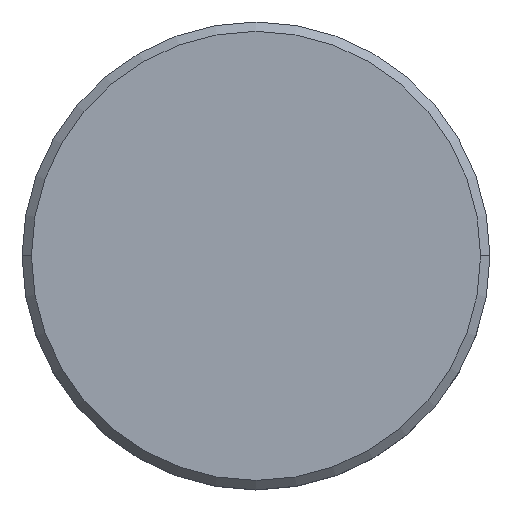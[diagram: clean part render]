
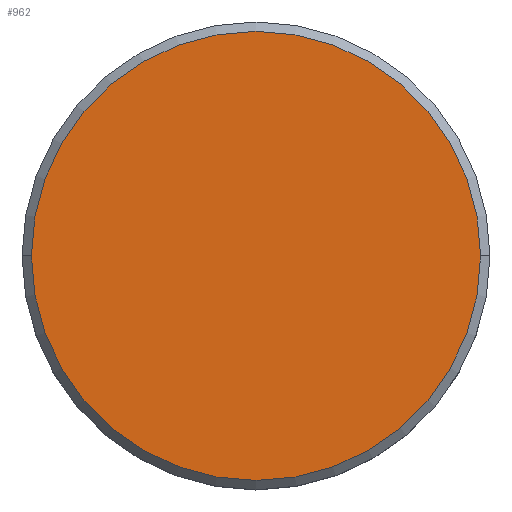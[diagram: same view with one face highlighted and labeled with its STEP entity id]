
A CAD part, top view. The second image highlights one B-rep face of the part: STEP entity #962.
In plain terms, the highlighted planar face has unit normal (0, 0, 1).
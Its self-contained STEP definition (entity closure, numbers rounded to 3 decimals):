
#24 = AXIS2_PLACEMENT_3D ( 'NONE', #418, #862, #1088 ) ;
#79 = DIRECTION ( 'NONE',  ( 0., 0., 1. ) ) ;
#252 = FACE_OUTER_BOUND ( 'NONE', #878, .T. ) ;
#269 = EDGE_CURVE ( 'NONE', #488, #1181, #547, .T. ) ;
#275 = ORIENTED_EDGE ( 'NONE', *, *, #1055, .T. ) ;
#357 = ORIENTED_EDGE ( 'NONE', *, *, #269, .T. ) ;
#362 = DIRECTION ( 'NONE',  ( 0., 0., 1. ) ) ;
#418 = CARTESIAN_POINT ( 'NONE',  ( 0., 0., 0. ) ) ;
#428 = CARTESIAN_POINT ( 'NONE',  ( -12., 0., 0. ) ) ;
#445 = DIRECTION ( 'NONE',  ( 1., 0., 0. ) ) ;
#488 = VERTEX_POINT ( 'NONE', #428 ) ;
#515 = AXIS2_PLACEMENT_3D ( 'NONE', #832, #362, #734 ) ;
#543 = CARTESIAN_POINT ( 'NONE',  ( 0., 0., 0. ) ) ;
#547 = CIRCLE ( 'NONE', #24, 12. ) ;
#626 = PLANE ( 'NONE',  #1012 ) ;
#672 = CARTESIAN_POINT ( 'NONE',  ( 12., 0., 0. ) ) ;
#734 = DIRECTION ( 'NONE',  ( 1., 0., 0. ) ) ;
#832 = CARTESIAN_POINT ( 'NONE',  ( 0., 0., 0. ) ) ;
#862 = DIRECTION ( 'NONE',  ( 0., 0., 1. ) ) ;
#878 = EDGE_LOOP ( 'NONE', ( #357, #275 ) ) ;
#962 = ADVANCED_FACE ( 'NONE', ( #252 ), #626, .T. ) ;
#1012 = AXIS2_PLACEMENT_3D ( 'NONE', #543, #79, #445 ) ;
#1055 = EDGE_CURVE ( 'NONE', #1181, #488, #1136, .T. ) ;
#1088 = DIRECTION ( 'NONE',  ( 1., 0., 0. ) ) ;
#1136 = CIRCLE ( 'NONE', #515, 12. ) ;
#1181 = VERTEX_POINT ( 'NONE', #672 ) ;
